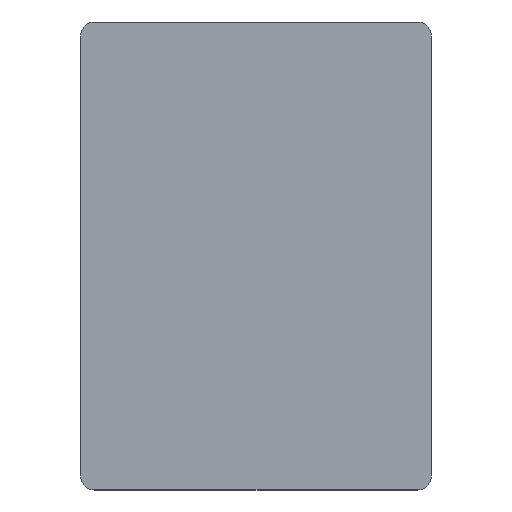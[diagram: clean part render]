
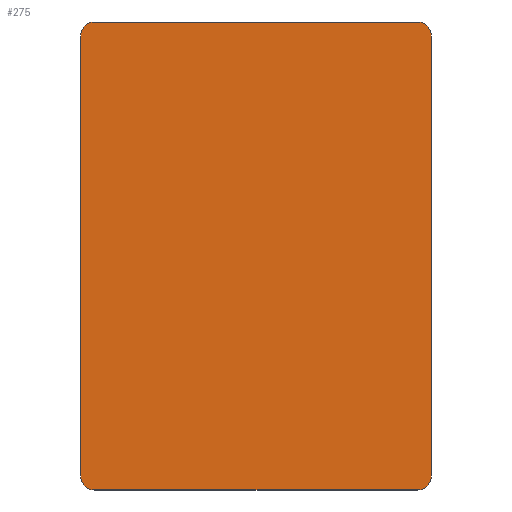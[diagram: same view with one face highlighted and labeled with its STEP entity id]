
A CAD part, top view. The second image highlights one B-rep face of the part: STEP entity #275.
In plain terms, the highlighted planar face has unit normal (0, 0, 1).
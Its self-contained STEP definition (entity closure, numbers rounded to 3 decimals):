
#7 = EDGE_CURVE ( 'NONE', #86, #189, #217, .T. ) ;
#12 = AXIS2_PLACEMENT_3D ( 'NONE', #168, #314, #193 ) ;
#15 = FACE_OUTER_BOUND ( 'NONE', #71, .T. ) ;
#16 = CARTESIAN_POINT ( 'NONE',  ( 187.5, 485., 0. ) ) ;
#17 = DIRECTION ( 'NONE',  ( 1., 0., 0. ) ) ;
#24 = CARTESIAN_POINT ( 'NONE',  ( 172.5, 485., 0. ) ) ;
#32 = EDGE_CURVE ( 'NONE', #271, #328, #244, .T. ) ;
#34 = VERTEX_POINT ( 'NONE', #16 ) ;
#55 = DIRECTION ( 'NONE',  ( 0., 0., 1. ) ) ;
#63 = EDGE_CURVE ( 'NONE', #328, #86, #333, .T. ) ;
#70 = CARTESIAN_POINT ( 'NONE',  ( -187.5, 500., 0. ) ) ;
#71 = EDGE_LOOP ( 'NONE', ( #309, #134, #120, #136, #365, #237, #73, #167 ) ) ;
#73 = ORIENTED_EDGE ( 'NONE', *, *, #32, .T. ) ;
#75 = PLANE ( 'NONE',  #326 ) ;
#76 = DIRECTION ( 'NONE',  ( 0., 0., 1. ) ) ;
#79 = DIRECTION ( 'NONE',  ( 1., 0., 0. ) ) ;
#86 = VERTEX_POINT ( 'NONE', #228 ) ;
#97 = CARTESIAN_POINT ( 'NONE',  ( 187.5, 500., 0. ) ) ;
#98 = DIRECTION ( 'NONE',  ( 0., -1., 0. ) ) ;
#112 = CIRCLE ( 'NONE', #322, 15. ) ;
#120 = ORIENTED_EDGE ( 'NONE', *, *, #243, .T. ) ;
#132 = VECTOR ( 'NONE', #190, 1000. ) ;
#134 = ORIENTED_EDGE ( 'NONE', *, *, #207, .T. ) ;
#135 = CARTESIAN_POINT ( 'NONE',  ( 0., 0., 0. ) ) ;
#136 = ORIENTED_EDGE ( 'NONE', *, *, #144, .T. ) ;
#142 = CARTESIAN_POINT ( 'NONE',  ( -172.5, 500., 0. ) ) ;
#144 = EDGE_CURVE ( 'NONE', #34, #225, #112, .T. ) ;
#146 = CARTESIAN_POINT ( 'NONE',  ( 172.5, 0., 0. ) ) ;
#153 = VERTEX_POINT ( 'NONE', #142 ) ;
#159 = CARTESIAN_POINT ( 'NONE',  ( -187.5, 485., 0. ) ) ;
#161 = DIRECTION ( 'NONE',  ( 1., 0., 0. ) ) ;
#167 = ORIENTED_EDGE ( 'NONE', *, *, #63, .T. ) ;
#168 = CARTESIAN_POINT ( 'NONE',  ( -172.5, 485., 0. ) ) ;
#173 = VECTOR ( 'NONE', #161, 1000. ) ;
#175 = VECTOR ( 'NONE', #224, 1000. ) ;
#178 = AXIS2_PLACEMENT_3D ( 'NONE', #265, #376, #79 ) ;
#189 = VERTEX_POINT ( 'NONE', #146 ) ;
#190 = DIRECTION ( 'NONE',  ( 0., 1., 0. ) ) ;
#193 = DIRECTION ( 'NONE',  ( 1., 0., 0. ) ) ;
#207 = EDGE_CURVE ( 'NONE', #189, #355, #267, .T. ) ;
#208 = AXIS2_PLACEMENT_3D ( 'NONE', #263, #55, #342 ) ;
#215 = VECTOR ( 'NONE', #98, 1000. ) ;
#217 = LINE ( 'NONE', #255, #173 ) ;
#224 = DIRECTION ( 'NONE',  ( -1., 0., 0. ) ) ;
#225 = VERTEX_POINT ( 'NONE', #349 ) ;
#226 = CARTESIAN_POINT ( 'NONE',  ( -187.5, 15., 0. ) ) ;
#228 = CARTESIAN_POINT ( 'NONE',  ( -172.5, 0., 0. ) ) ;
#237 = ORIENTED_EDGE ( 'NONE', *, *, #247, .T. ) ;
#243 = EDGE_CURVE ( 'NONE', #355, #34, #317, .T. ) ;
#244 = LINE ( 'NONE', #253, #215 ) ;
#247 = EDGE_CURVE ( 'NONE', #153, #271, #353, .T. ) ;
#253 = CARTESIAN_POINT ( 'NONE',  ( -187.5, 500., 0. ) ) ;
#255 = CARTESIAN_POINT ( 'NONE',  ( -187.5, 0., 0. ) ) ;
#263 = CARTESIAN_POINT ( 'NONE',  ( -172.5, 15., 0. ) ) ;
#265 = CARTESIAN_POINT ( 'NONE',  ( 172.5, 15., 0. ) ) ;
#267 = CIRCLE ( 'NONE', #178, 15. ) ;
#271 = VERTEX_POINT ( 'NONE', #159 ) ;
#275 = ADVANCED_FACE ( 'NONE', ( #15 ), #75, .T. ) ;
#289 = DIRECTION ( 'NONE',  ( 1., 0., 0. ) ) ;
#309 = ORIENTED_EDGE ( 'NONE', *, *, #7, .T. ) ;
#314 = DIRECTION ( 'NONE',  ( 0., 0., 1. ) ) ;
#317 = LINE ( 'NONE', #97, #132 ) ;
#322 = AXIS2_PLACEMENT_3D ( 'NONE', #24, #76, #289 ) ;
#326 = AXIS2_PLACEMENT_3D ( 'NONE', #135, #369, #17 ) ;
#328 = VERTEX_POINT ( 'NONE', #226 ) ;
#331 = LINE ( 'NONE', #70, #175 ) ;
#333 = CIRCLE ( 'NONE', #208, 15. ) ;
#337 = CARTESIAN_POINT ( 'NONE',  ( 187.5, 15., 0. ) ) ;
#339 = EDGE_CURVE ( 'NONE', #225, #153, #331, .T. ) ;
#342 = DIRECTION ( 'NONE',  ( 1., 0., 0. ) ) ;
#349 = CARTESIAN_POINT ( 'NONE',  ( 172.5, 500., 0. ) ) ;
#353 = CIRCLE ( 'NONE', #12, 15. ) ;
#355 = VERTEX_POINT ( 'NONE', #337 ) ;
#365 = ORIENTED_EDGE ( 'NONE', *, *, #339, .T. ) ;
#369 = DIRECTION ( 'NONE',  ( 0., 0., 1. ) ) ;
#376 = DIRECTION ( 'NONE',  ( 0., 0., 1. ) ) ;
